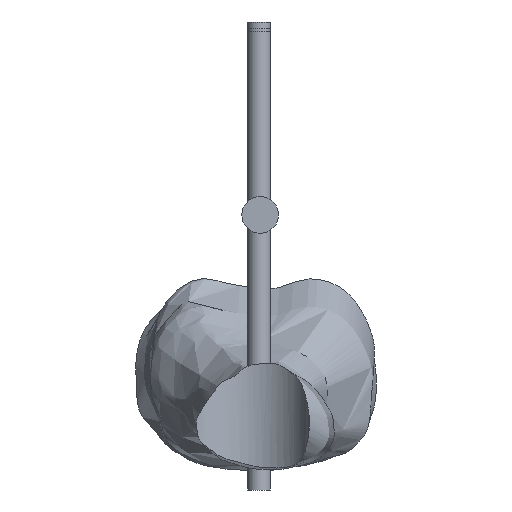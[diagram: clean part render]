
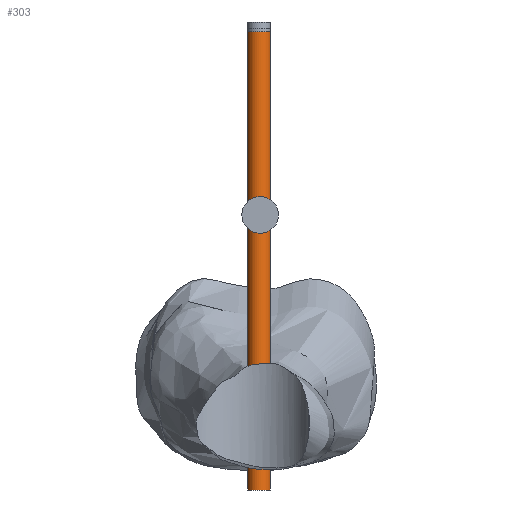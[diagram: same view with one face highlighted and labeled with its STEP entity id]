
A CAD part, front view. The second image highlights one B-rep face of the part: STEP entity #303.
In plain terms, the highlighted cylindrical face has radius 2.5 mm (diameter 5 mm), a full revolution.
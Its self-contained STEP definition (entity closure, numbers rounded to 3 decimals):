
#64=CIRCLE('',#364,2.5);
#65=CIRCLE('',#366,2.5);
#79=FACE_BOUND('',#126,.T.);
#95=FACE_OUTER_BOUND('',#125,.T.);
#125=EDGE_LOOP('',(#274));
#126=EDGE_LOOP('',(#275));
#181=VERTEX_POINT('',#7453);
#182=VERTEX_POINT('',#7456);
#213=EDGE_CURVE('',#181,#181,#64,.T.);
#214=EDGE_CURVE('',#182,#182,#65,.T.);
#274=ORIENTED_EDGE('',*,*,#213,.T.);
#275=ORIENTED_EDGE('',*,*,#214,.F.);
#287=CYLINDRICAL_SURFACE('',#365,2.5);
#303=ADVANCED_FACE('',(#95,#79),#287,.T.);
#364=AXIS2_PLACEMENT_3D('',#7454,#423,#424);
#365=AXIS2_PLACEMENT_3D('',#7455,#425,#426);
#366=AXIS2_PLACEMENT_3D('',#7457,#427,#428);
#423=DIRECTION('center_axis',(0.,-1.,0.));
#424=DIRECTION('ref_axis',(1.,0.,0.));
#425=DIRECTION('center_axis',(0.,-1.,0.));
#426=DIRECTION('ref_axis',(1.,0.,0.));
#427=DIRECTION('center_axis',(0.,-1.,0.));
#428=DIRECTION('ref_axis',(1.,0.,0.));
#7453=CARTESIAN_POINT('',(2.5,12.842,0.));
#7454=CARTESIAN_POINT('Origin',(0.,12.842,0.));
#7455=CARTESIAN_POINT('Origin',(0.,-37.158,0.));
#7456=CARTESIAN_POINT('',(2.5,-87.158,0.));
#7457=CARTESIAN_POINT('Origin',(0.,-87.158,0.));
